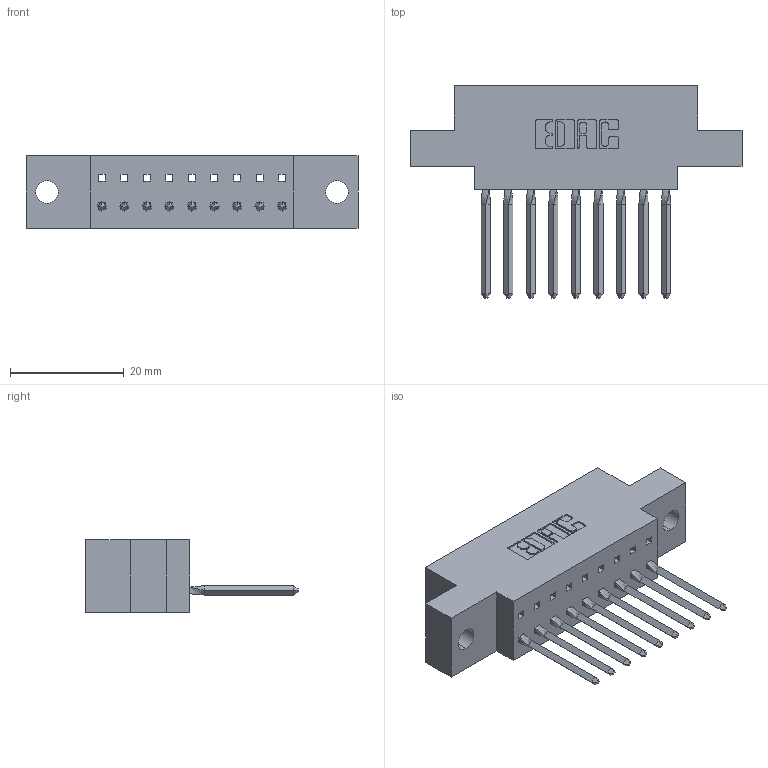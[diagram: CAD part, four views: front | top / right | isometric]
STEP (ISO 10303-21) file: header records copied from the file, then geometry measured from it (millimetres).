
FILE_DESCRIPTION (( 'STEP AP203' ), '1' );
FILE_NAME ('317-009-542-604.STEP', '2020-02-27T13:16:03', ( '' ), ( '' ), 'SwSTEP 2.0', 'SolidWorks 2016', '' );
FILE_SCHEMA (( 'CONFIG_CONTROL_DESIGN' ));
Length unit declared in the file: inch
Products named in the file (3): 317 Part_.156 Dia - TH; 317-009-542-604; 317-290-003_542
Assembly tree (10 placements, depth 2):
  317-009-542-604
    317 Part_.156 Dia - TH
    317-290-003_542  x9
Bounding box: 58.37 x 37.34 x 12.7 mm (x, y, z)
Volume: 8051.2 mm3; surface area: 8885.9 mm2
Topology: 10 solids, 10 shells, 777 faces, 2228 edges, 1442 vertices
Faces by surface type: plane 634, cylinder 107, bspline 36
Entity records: 16345 total; most frequent: CARTESIAN_POINT 3136, ORIENTED_EDGE 2808, DIRECTION 2402, EDGE_CURVE 1404, LINE 1234, VECTOR 1234, VERTEX_POINT 930, AXIS2_PLACEMENT_3D 584
